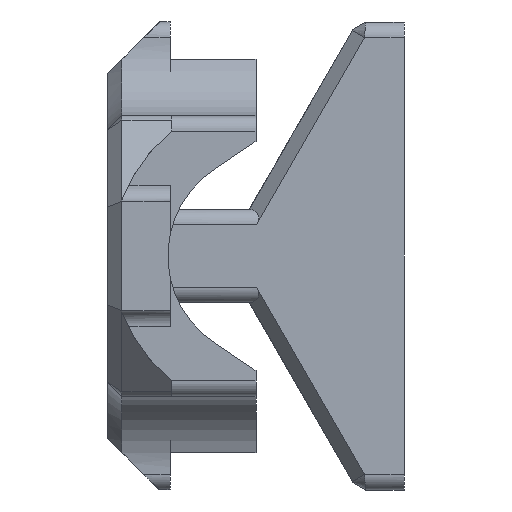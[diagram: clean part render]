
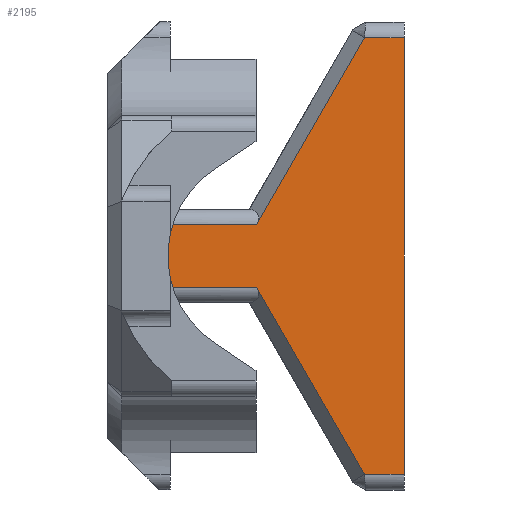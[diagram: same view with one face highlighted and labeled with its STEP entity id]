
A CAD part, left-side view. The second image highlights one B-rep face of the part: STEP entity #2195.
In plain terms, the highlighted planar face has unit normal (-1, 0, 0).
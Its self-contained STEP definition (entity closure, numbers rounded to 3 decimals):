
#37 = CARTESIAN_POINT ( 'NONE',  ( 33.72, 0., -1.3 ) ) ;
#78 = EDGE_CURVE ( 'NONE', #1530, #3768, #1448, .T. ) ;
#239 = ORIENTED_EDGE ( 'NONE', *, *, #3522, .T. ) ;
#250 = DIRECTION ( 'NONE',  ( 0., 0., 1. ) ) ;
#263 = DIRECTION ( 'NONE',  ( 0., 0., -1. ) ) ;
#291 = EDGE_CURVE ( 'NONE', #2452, #596, #362, .T. ) ;
#323 = LINE ( 'NONE', #1875, #2960 ) ;
#362 = LINE ( 'NONE', #3492, #427 ) ;
#391 = VERTEX_POINT ( 'NONE', #1537 ) ;
#413 = EDGE_CURVE ( 'NONE', #1199, #2452, #323, .T. ) ;
#419 = EDGE_CURVE ( 'NONE', #596, #2460, #2534, .T. ) ;
#420 = LINE ( 'NONE', #1335, #916 ) ;
#427 = VECTOR ( 'NONE', #2301, 1000. ) ;
#476 = VERTEX_POINT ( 'NONE', #2809 ) ;
#596 = VERTEX_POINT ( 'NONE', #1682 ) ;
#645 = EDGE_CURVE ( 'NONE', #771, #3178, #2895, .T. ) ;
#771 = VERTEX_POINT ( 'NONE', #2380 ) ;
#791 = FACE_OUTER_BOUND ( 'NONE', #2832, .T. ) ;
#833 = ORIENTED_EDGE ( 'NONE', *, *, #945, .T. ) ;
#902 = CARTESIAN_POINT ( 'NONE',  ( 33.72, 0., 0. ) ) ;
#916 = VECTOR ( 'NONE', #1961, 1000. ) ;
#944 = CARTESIAN_POINT ( 'NONE',  ( 33.72, -12.462, -14. ) ) ;
#945 = EDGE_CURVE ( 'NONE', #2967, #3768, #3307, .T. ) ;
#986 = DIRECTION ( 'NONE',  ( 0., 1., 0. ) ) ;
#1046 = LINE ( 'NONE', #2322, #1057 ) ;
#1057 = VECTOR ( 'NONE', #2966, 1000. ) ;
#1114 = ORIENTED_EDGE ( 'NONE', *, *, #413, .T. ) ;
#1199 = VERTEX_POINT ( 'NONE', #1841 ) ;
#1203 = PLANE ( 'NONE',  #3773 ) ;
#1217 = ORIENTED_EDGE ( 'NONE', *, *, #645, .F. ) ;
#1240 = DIRECTION ( 'NONE',  ( 0., 0.5, -0.866 ) ) ;
#1335 = CARTESIAN_POINT ( 'NONE',  ( 33.72, -15., -2. ) ) ;
#1359 = CARTESIAN_POINT ( 'NONE',  ( 33.72, -5.534, 2. ) ) ;
#1441 = CARTESIAN_POINT ( 'NONE',  ( 33.72, -15., 0. ) ) ;
#1448 = LINE ( 'NONE', #3068, #2656 ) ;
#1464 = CARTESIAN_POINT ( 'NONE',  ( 33.72, -15., 14. ) ) ;
#1513 = CARTESIAN_POINT ( 'NONE',  ( 33.72, 0., -2. ) ) ;
#1530 = VERTEX_POINT ( 'NONE', #1464 ) ;
#1537 = CARTESIAN_POINT ( 'NONE',  ( 33.72, 3., 1.3 ) ) ;
#1564 = ORIENTED_EDGE ( 'NONE', *, *, #3663, .F. ) ;
#1578 = CARTESIAN_POINT ( 'NONE',  ( 33.72, -15., -14. ) ) ;
#1682 = CARTESIAN_POINT ( 'NONE',  ( 33.72, 0., 2. ) ) ;
#1826 = LINE ( 'NONE', #3107, #2455 ) ;
#1841 = CARTESIAN_POINT ( 'NONE',  ( 33.72, -12.462, 14. ) ) ;
#1860 = EDGE_CURVE ( 'NONE', #2460, #391, #3922, .T. ) ;
#1875 = CARTESIAN_POINT ( 'NONE',  ( 33.72, -7.034, 4.599 ) ) ;
#1961 = DIRECTION ( 'NONE',  ( 0., -1., 0. ) ) ;
#2016 = VECTOR ( 'NONE', #3880, 1000. ) ;
#2152 = VECTOR ( 'NONE', #986, 1000. ) ;
#2195 = ADVANCED_FACE ( 'NONE', ( #791 ), #1203, .F. ) ;
#2301 = DIRECTION ( 'NONE',  ( 0., 1., 0. ) ) ;
#2322 = CARTESIAN_POINT ( 'NONE',  ( 33.72, -12.202, -13.55 ) ) ;
#2380 = CARTESIAN_POINT ( 'NONE',  ( 33.72, 0., -1.3 ) ) ;
#2452 = VERTEX_POINT ( 'NONE', #1359 ) ;
#2455 = VECTOR ( 'NONE', #250, 1000. ) ;
#2460 = VERTEX_POINT ( 'NONE', #3249 ) ;
#2468 = CARTESIAN_POINT ( 'NONE',  ( 33.72, 3., -1.3 ) ) ;
#2534 = LINE ( 'NONE', #3159, #3350 ) ;
#2656 = VECTOR ( 'NONE', #2735, 1000. ) ;
#2727 = VECTOR ( 'NONE', #2944, 1000. ) ;
#2735 = DIRECTION ( 'NONE',  ( 0., 0., -1. ) ) ;
#2788 = CARTESIAN_POINT ( 'NONE',  ( 33.72, 0., 1.3 ) ) ;
#2809 = CARTESIAN_POINT ( 'NONE',  ( 33.72, -5.534, -2. ) ) ;
#2832 = EDGE_LOOP ( 'NONE', ( #3520, #239, #833, #3825, #3370, #1114, #3183, #3374, #3199, #1564, #1217, #3320 ) ) ;
#2850 = DIRECTION ( 'NONE',  ( 0., 0., -1. ) ) ;
#2895 = LINE ( 'NONE', #37, #2152 ) ;
#2908 = CARTESIAN_POINT ( 'NONE',  ( 33.72, -15., 14. ) ) ;
#2944 = DIRECTION ( 'NONE',  ( 0., 1., 0. ) ) ;
#2960 = VECTOR ( 'NONE', #1240, 1000. ) ;
#2966 = DIRECTION ( 'NONE',  ( 0., -0.5, -0.866 ) ) ;
#2967 = VERTEX_POINT ( 'NONE', #944 ) ;
#3056 = VECTOR ( 'NONE', #263, 1000. ) ;
#3068 = CARTESIAN_POINT ( 'NONE',  ( 33.72, -15., 0. ) ) ;
#3107 = CARTESIAN_POINT ( 'NONE',  ( 33.72, 3., 0. ) ) ;
#3120 = LINE ( 'NONE', #902, #3056 ) ;
#3159 = CARTESIAN_POINT ( 'NONE',  ( 33.72, 0., 0. ) ) ;
#3178 = VERTEX_POINT ( 'NONE', #2468 ) ;
#3183 = ORIENTED_EDGE ( 'NONE', *, *, #291, .T. ) ;
#3199 = ORIENTED_EDGE ( 'NONE', *, *, #1860, .T. ) ;
#3249 = CARTESIAN_POINT ( 'NONE',  ( 33.72, 0., 1.3 ) ) ;
#3271 = DIRECTION ( 'NONE',  ( 0., 1., 0. ) ) ;
#3307 = LINE ( 'NONE', #3607, #2016 ) ;
#3320 = ORIENTED_EDGE ( 'NONE', *, *, #3676, .T. ) ;
#3350 = VECTOR ( 'NONE', #2850, 1000. ) ;
#3370 = ORIENTED_EDGE ( 'NONE', *, *, #3919, .T. ) ;
#3371 = EDGE_CURVE ( 'NONE', #3769, #476, #420, .T. ) ;
#3374 = ORIENTED_EDGE ( 'NONE', *, *, #419, .T. ) ;
#3492 = CARTESIAN_POINT ( 'NONE',  ( 33.72, 0., 2. ) ) ;
#3520 = ORIENTED_EDGE ( 'NONE', *, *, #3371, .T. ) ;
#3522 = EDGE_CURVE ( 'NONE', #476, #2967, #1046, .T. ) ;
#3553 = LINE ( 'NONE', #2908, #2727 ) ;
#3607 = CARTESIAN_POINT ( 'NONE',  ( 33.72, -15., -14. ) ) ;
#3663 = EDGE_CURVE ( 'NONE', #3178, #391, #1826, .T. ) ;
#3676 = EDGE_CURVE ( 'NONE', #771, #3769, #3120, .T. ) ;
#3743 = VECTOR ( 'NONE', #3271, 1000. ) ;
#3768 = VERTEX_POINT ( 'NONE', #1578 ) ;
#3769 = VERTEX_POINT ( 'NONE', #1513 ) ;
#3773 = AXIS2_PLACEMENT_3D ( 'NONE', #1441, #4022, #4003 ) ;
#3825 = ORIENTED_EDGE ( 'NONE', *, *, #78, .F. ) ;
#3880 = DIRECTION ( 'NONE',  ( 0., -1., 0. ) ) ;
#3919 = EDGE_CURVE ( 'NONE', #1530, #1199, #3553, .T. ) ;
#3922 = LINE ( 'NONE', #2788, #3743 ) ;
#4003 = DIRECTION ( 'NONE',  ( 0., 0., -1. ) ) ;
#4022 = DIRECTION ( 'NONE',  ( 1., 0., 0. ) ) ;
